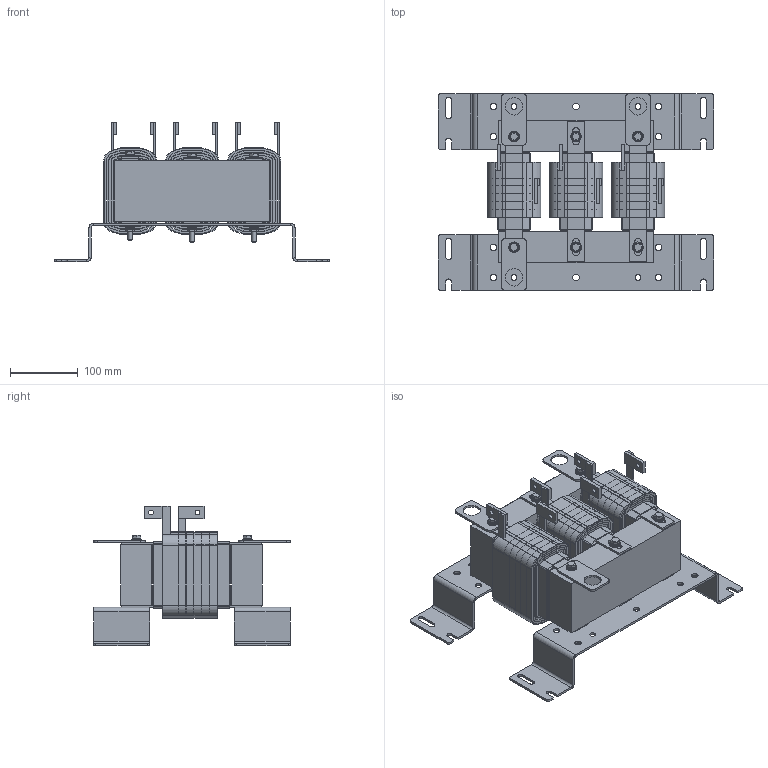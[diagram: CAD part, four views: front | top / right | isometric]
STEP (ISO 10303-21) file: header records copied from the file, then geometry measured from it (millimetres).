
FILE_DESCRIPTION(/* description */ (''),/* implementation_level */ '2;1');
FILE_NAME(/* name */ 'KTR38L55HGX1.stp',/* time_stamp */ '2025-03-06T15:46:27-06:00',/* author */ ('jnelson'),/* organization */ (''),/* preprocessor_version */ 'ST-DEVELOPER v20',/* originating_system */ 'Autodesk Inventor 2024',/* authorisation */ '');
FILE_SCHEMA (('AUTOMOTIVE_DESIGN { 1 0 10303 214 3 1 1 }'));
Length unit declared in the file: inch
Products named in the file (18): KTR38L55HGX1; 23412-3.50; 30097- LARGE  BLANK  (REACTOR); 1763-4495 ASSEMBLY; 1505-1763-4495 ASSEMBLY; 4495; 1763; 1505; 15217; 31063-3.25; 31621; 31898; 20852; 21476; 31644 core wrap; 33191-Coil Winding; 31898 outer wrap; 32766
Assembly tree (42 placements, depth 3):
  KTR38L55HGX1
    23412-3.50  x2
    15217  x6
    30097- LARGE  BLANK  (REACTOR)
    1763-4495 ASSEMBLY  x6
      4495
      1763
    1505-1763-4495 ASSEMBLY  x6
      4495
      1763
      1505
    31063-3.25  x2
    31621  x3
    31898  x3
      20852
      21476
      31644 core wrap
      33191-Coil Winding
      31898 outer wrap
      32766
Bounding box: 406.4 x 290.58 x 206.5 mm (x, y, z)
Volume: 4726695.4 mm3; surface area: 1624388.2 mm2
Topology: 137 solids, 137 shells, 3742 faces, 10034 edges, 6628 vertices
Faces by surface type: plane 2028, cylinder 1512, bspline 184, torus 12, cone 6
Full cylindrical faces by diameter (mm): 6.147 x12, 6.35 x12, 7.112 x6, 7.137 x12, 7.62 x12, 8.636 x8, 8.712 x3, 8.738 x6, 9.525 x12, 12.7 x12, 14.859 x6, 15.875 x12, 25.4 x3
Entity records: 49686 total; most frequent: CARTESIAN_POINT 11253, ORIENTED_EDGE 8122, DIRECTION 7387, EDGE_CURVE 4061, LINE 2719, VECTOR 2719, VERTEX_POINT 2690, AXIS2_PLACEMENT_3D 2334
